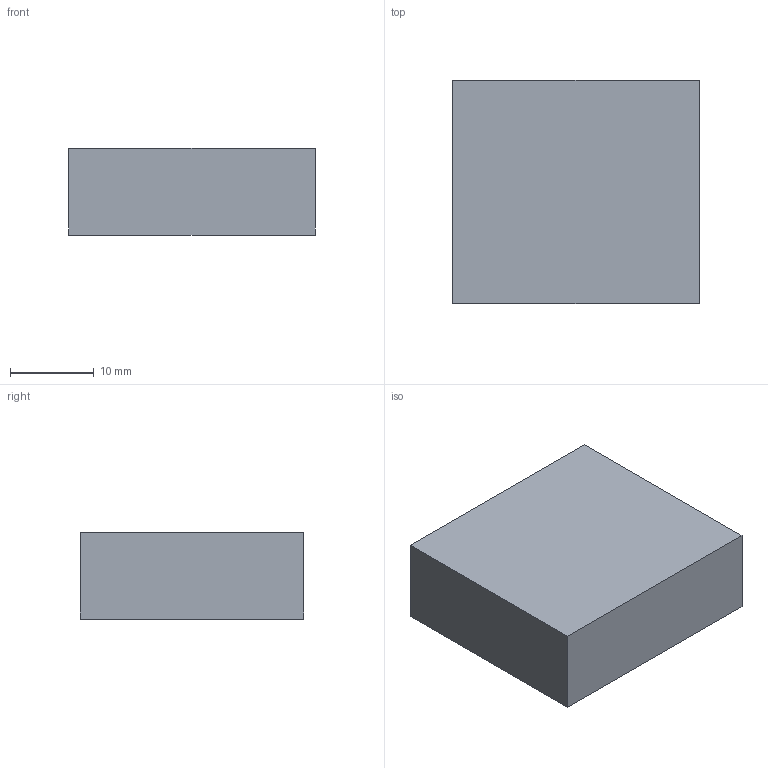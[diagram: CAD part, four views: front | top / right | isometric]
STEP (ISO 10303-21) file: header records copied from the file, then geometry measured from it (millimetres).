
FILE_DESCRIPTION(('FreeCAD Model'),'2;1');
FILE_NAME('958007.1.2.stp','2021-06-16T09:29:42',( 'Author'),(''),'Open CASCADE STEP processor 6.9','FreeCAD','Unknown' );
FILE_SCHEMA(('AUTOMOTIVE_DESIGN { 1 0 10303 214 1 1 1 1 }'));
Length unit declared in the file: millimetre
Products named in the file (3): ASSEMBLY; Body; Pins
Assembly tree (2 placements, depth 2):
  ASSEMBLY
    Body
    Pins
Bounding box: 29.46 x 26.67 x 10.5 mm (x, y, z)
Volume: 8179.2 mm3; surface area: 2908.2 mm2
Topology: 12 solids, 12 shells, 39 faces, 45 edges, 30 vertices
Faces by surface type: plane 28, cylinder 11
Full cylindrical faces by diameter (mm): 2.79 x6, 3.3 x5
Entity records: 1482 total; most frequent: DIRECTION 241, CARTESIAN_POINT 207, LINE 91, VECTOR 91, ORIENTED_EDGE 90, PCURVE 90, DEFINITIONAL_REPRESENTATION 90, AXIS2_PLACEMENT_3D 64
